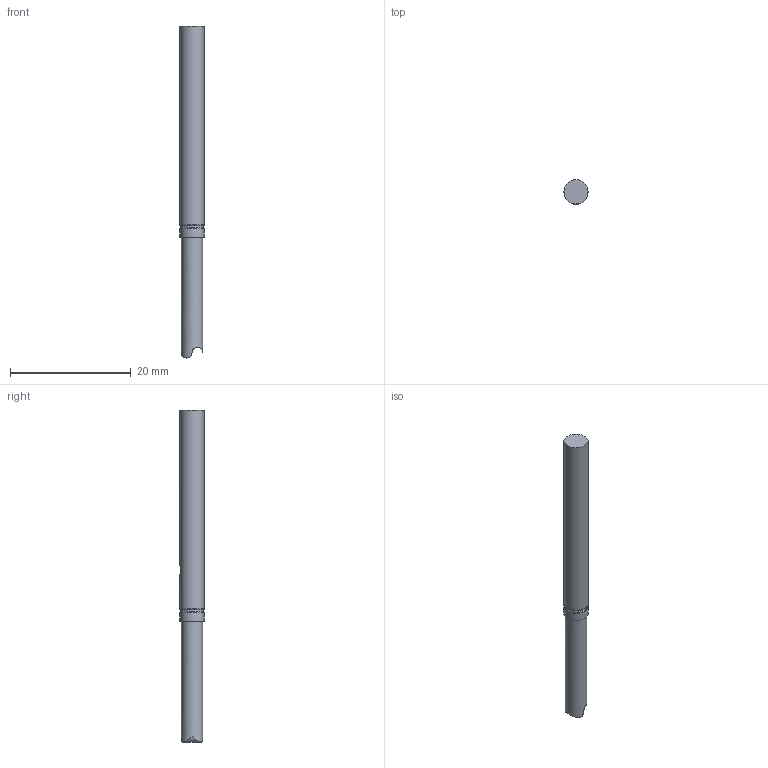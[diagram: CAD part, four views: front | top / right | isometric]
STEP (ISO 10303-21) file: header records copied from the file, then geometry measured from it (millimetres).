
FILE_DESCRIPTION(/* description */ (''),/* implementation_level */ '2;1');
FILE_NAME(/* name */ 'OTR40100.stp',/* time_stamp */ '2016-10-10T13:42:48+02:00',/* author */ ('mitarbeiter'),/* organization */ (''),/* preprocessor_version */ 'ST-DEVELOPER v15.2',/* originating_system */ 'Autodesk Inventor 2014',/* authorisation */ '');
FILE_SCHEMA (('AUTOMOTIVE_DESIGN { 1 0 10303 214 3 1 1 }'));
Length unit declared in the file: millimetre
Products named in the file (1): OTR40100
Bounding box: 4 x 4 x 55 mm (x, y, z)
Volume: 622.8 mm3; surface area: 681.4 mm2
Topology: 1 solids, 1 shells, 14 faces, 28 edges, 18 vertices
Faces by surface type: cylinder 6, torus 3, plane 3, cone 2
Full cylindrical faces by diameter (mm): 1.4 x1, 3.5 x1, 4 x2
Entity records: 425 total; most frequent: CARTESIAN_POINT 149, DIRECTION 51, ORIENTED_EDGE 36, EDGE_LOOP 25, AXIS2_PLACEMENT_3D 25, EDGE_CURVE 18, VERTEX_POINT 17, FACE_OUTER_BOUND 14
